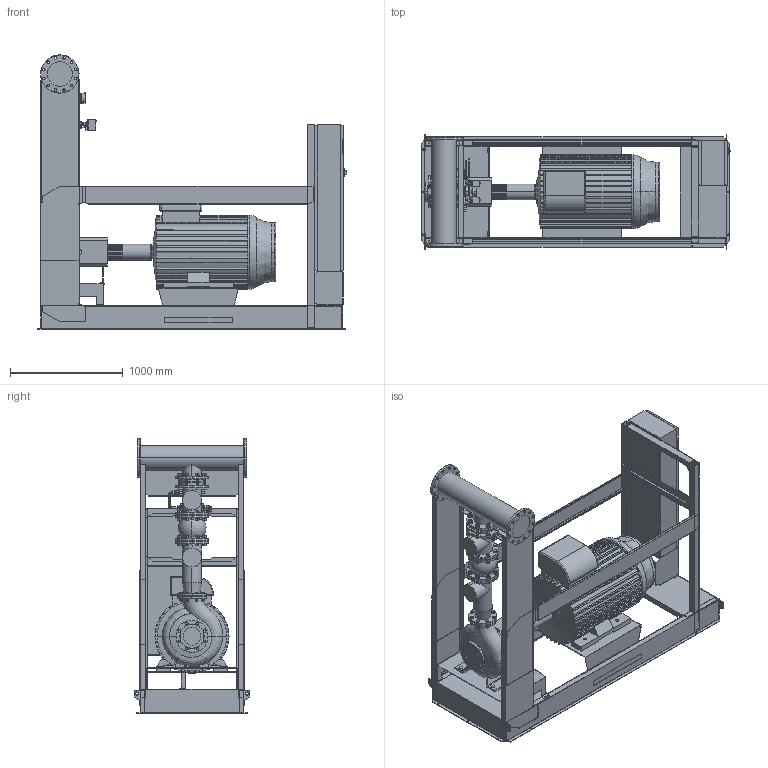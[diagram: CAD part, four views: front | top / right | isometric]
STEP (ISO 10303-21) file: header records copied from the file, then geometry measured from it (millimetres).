
FILE_DESCRIPTION((''),'2;1');
FILE_NAME('3d_Sifire-EN-125_315-290-160E-4183715.stp','2015-05-26T07:17:48',(''),(''),'Mechanical Desktop 2009','Mechanical Desktop 2009',', , ');
FILE_SCHEMA(('CONFIG_CONTROL_DESIGN'));
Length unit declared in the file: millimetre
Products named in the file (1): Product
Bounding box: 2744.5 x 1026 x 2434 mm (x, y, z)
Volume: 670931514.3 mm3; surface area: 33304255.3 mm2
Topology: 146 solids, 146 shells, 3515 faces, 8439 edges, 5329 vertices
Faces by surface type: plane 1302, bspline 1041, cylinder 680, cone 428, torus 56, sphere 8
Entity records: 111519 total; most frequent: CARTESIAN_POINT 35112, ORIENTED_EDGE 16864, DIRECTION 14376, EDGE_CURVE 8432, VERTEX_POINT 5328, AXIS2_PLACEMENT_3D 4996, VECTOR 4384, LINE 4384
